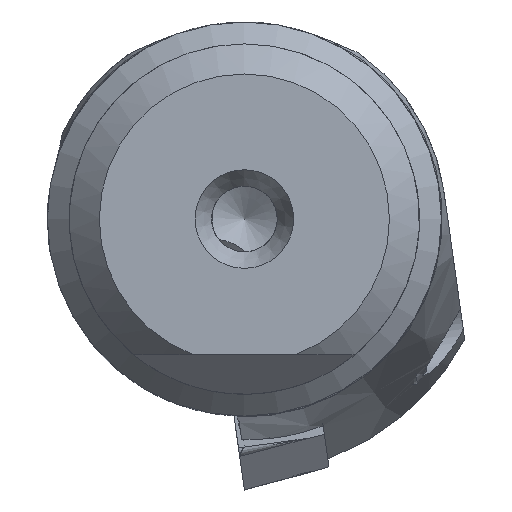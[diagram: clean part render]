
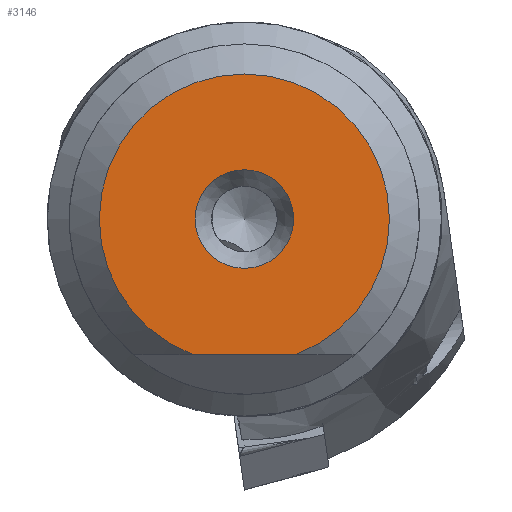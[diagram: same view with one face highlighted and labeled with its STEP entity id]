
A CAD part, left-side view. The second image highlights one B-rep face of the part: STEP entity #3146.
In plain terms, the highlighted planar face has unit normal (-1, 0, 0).
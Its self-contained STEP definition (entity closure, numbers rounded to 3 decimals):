
#89 = VERTEX_POINT ( 'NONE', #1674 ) ;
#95 = ORIENTED_EDGE ( 'NONE', *, *, #1853, .T. ) ;
#102 = ORIENTED_EDGE ( 'NONE', *, *, #1208, .F. ) ;
#438 = EDGE_CURVE ( 'NONE', #89, #2184, #1230, .T. ) ;
#839 = DIRECTION ( 'NONE',  ( -1., 0., 0. ) ) ;
#981 = DIRECTION ( 'NONE',  ( -1., 0., 0. ) ) ;
#1107 = EDGE_LOOP ( 'NONE', ( #95, #3125 ) ) ;
#1208 = EDGE_CURVE ( 'NONE', #2188, #2188, #1788, .T. ) ;
#1213 = CARTESIAN_POINT ( 'NONE',  ( 0., 2.25, 0. ) ) ;
#1230 = LINE ( 'NONE', #1379, #3199 ) ;
#1309 = DIRECTION ( 'NONE',  ( 0., 0., 1. ) ) ;
#1379 = CARTESIAN_POINT ( 'NONE',  ( 0., 2.25, -6.2 ) ) ;
#1561 = CIRCLE ( 'NONE', #3233, 6.625 ) ;
#1674 = CARTESIAN_POINT ( 'NONE',  ( 0., 2.335, -6.2 ) ) ;
#1742 = CARTESIAN_POINT ( 'NONE',  ( 0., -2.335, -6.2 ) ) ;
#1761 = DIRECTION ( 'NONE',  ( 0., -1., 0. ) ) ;
#1788 = CIRCLE ( 'NONE', #3930, 2.25 ) ;
#1853 = EDGE_CURVE ( 'NONE', #2184, #89, #1561, .T. ) ;
#1910 = FACE_OUTER_BOUND ( 'NONE', #1107, .T. ) ;
#1929 = CARTESIAN_POINT ( 'NONE',  ( 0., 0., 2.25 ) ) ;
#2184 = VERTEX_POINT ( 'NONE', #1742 ) ;
#2188 = VERTEX_POINT ( 'NONE', #1929 ) ;
#2250 = CARTESIAN_POINT ( 'NONE',  ( 0., 0., 0. ) ) ;
#2709 = CARTESIAN_POINT ( 'NONE',  ( 0., 0., 0. ) ) ;
#2737 = EDGE_LOOP ( 'NONE', ( #102 ) ) ;
#2975 = AXIS2_PLACEMENT_3D ( 'NONE', #1213, #3401, #3991 ) ;
#3016 = PLANE ( 'NONE',  #2975 ) ;
#3125 = ORIENTED_EDGE ( 'NONE', *, *, #438, .T. ) ;
#3146 = ADVANCED_FACE ( 'NONE', ( #3737, #1910 ), #3016, .F. ) ;
#3199 = VECTOR ( 'NONE', #1761, 1000. ) ;
#3233 = AXIS2_PLACEMENT_3D ( 'NONE', #2709, #839, #3346 ) ;
#3346 = DIRECTION ( 'NONE',  ( 0., 0., 1. ) ) ;
#3401 = DIRECTION ( 'NONE',  ( 1., 0., 0. ) ) ;
#3737 = FACE_BOUND ( 'NONE', #2737, .T. ) ;
#3930 = AXIS2_PLACEMENT_3D ( 'NONE', #2250, #981, #1309 ) ;
#3991 = DIRECTION ( 'NONE',  ( 0., 0., -1. ) ) ;
